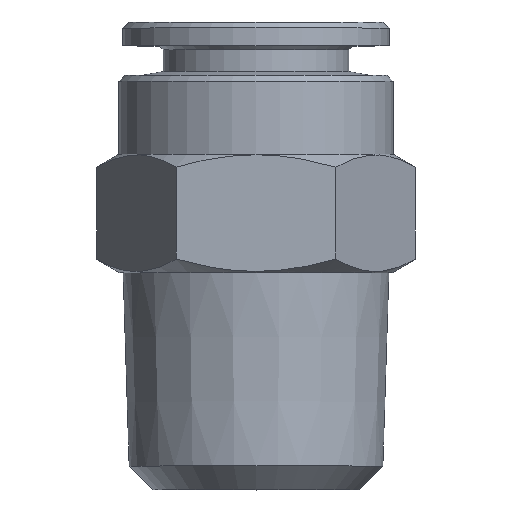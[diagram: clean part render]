
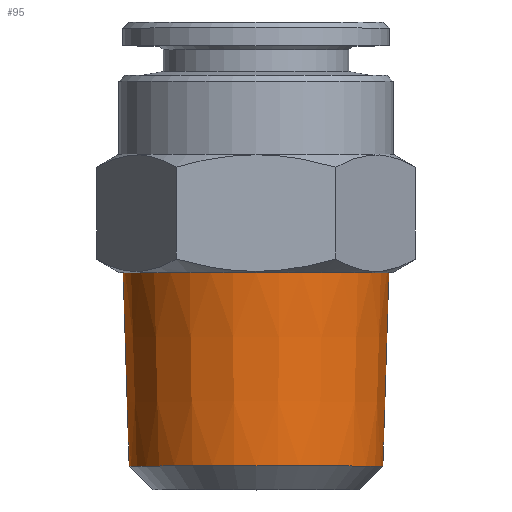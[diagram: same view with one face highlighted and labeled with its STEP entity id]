
A CAD part, top view. The second image highlights one B-rep face of the part: STEP entity #95.
In plain terms, the highlighted conical face has half-angle 1.79 degrees and reference radius 6.735 mm.
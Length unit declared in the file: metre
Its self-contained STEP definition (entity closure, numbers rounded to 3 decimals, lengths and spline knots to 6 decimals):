
#95 = ADVANCED_FACE( 'NONE', ( #219, #220 ), #221, .T. );
#219 = FACE_OUTER_BOUND( '', #382, .T. );
#220 = FACE_BOUND( '', #383, .T. );
#221 = CONICAL_SURFACE( '', #384, 0.006735, 0.031 );
#382 = EDGE_LOOP( '', ( #629 ) );
#383 = EDGE_LOOP( '', ( #630 ) );
#384 = AXIS2_PLACEMENT_3D( '', #631, #632, #633 );
#629 = ORIENTED_EDGE( '', *, *, #940, .T. );
#630 = ORIENTED_EDGE( '', *, *, #941, .F. );
#631 = CARTESIAN_POINT( '', ( 0., 0.011, 0. ) );
#632 = DIRECTION( '', ( 0., 1., 0. ) );
#633 = DIRECTION( '', ( -1., 0., 0. ) );
#940 = EDGE_CURVE( 'NONE', #1128, #1128, #1129, .T. );
#941 = EDGE_CURVE( 'NONE', #1130, #1130, #1131, .T. );
#1128 = VERTEX_POINT( '', #1466 );
#1129 = CIRCLE( '', #1467, 0.006735 );
#1130 = VERTEX_POINT( '', #1468 );
#1131 = CIRCLE( '', #1469, 0.006428 );
#1466 = CARTESIAN_POINT( '', ( 0.006735, 0.011, 0. ) );
#1467 = AXIS2_PLACEMENT_3D( '', #1686, #1687, #1688 );
#1468 = CARTESIAN_POINT( '', ( 0.006428, 0.0012, 0. ) );
#1469 = AXIS2_PLACEMENT_3D( '', #1689, #1690, #1691 );
#1686 = CARTESIAN_POINT( '', ( 0., 0.011, 0. ) );
#1687 = DIRECTION( '', ( 0., -1., 0. ) );
#1688 = DIRECTION( '', ( 1., 0., 0. ) );
#1689 = CARTESIAN_POINT( '', ( 0., 0.0012, 0. ) );
#1690 = DIRECTION( '', ( 0., -1., 0. ) );
#1691 = DIRECTION( '', ( 1., 0., 0. ) );
